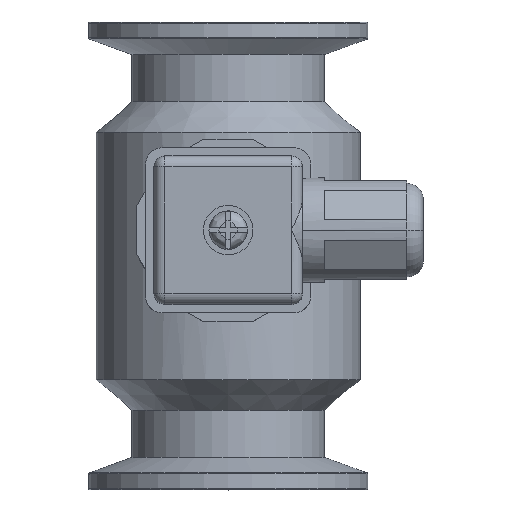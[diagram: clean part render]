
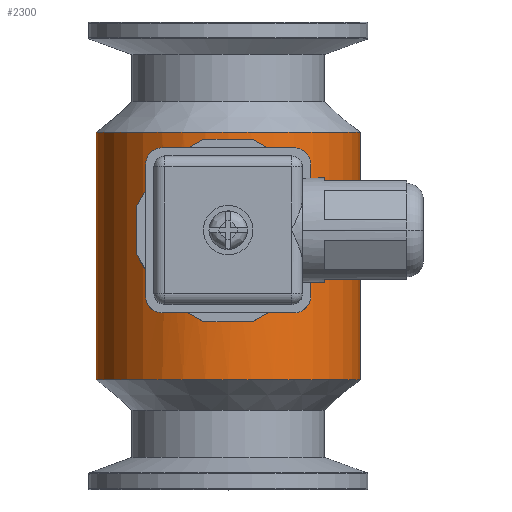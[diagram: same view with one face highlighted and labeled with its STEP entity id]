
A CAD part, top view. The second image highlights one B-rep face of the part: STEP entity #2300.
In plain terms, the highlighted cylindrical face has radius 24 mm (diameter 48 mm), a full revolution.
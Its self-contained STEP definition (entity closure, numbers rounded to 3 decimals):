
#304=B_SPLINE_CURVE_WITH_KNOTS('',3,(#13467,#13468,#13469,#13470,#13471,
#13472,#13473,#13474,#13475,#13476),.UNSPECIFIED.,.F.,.F.,(4,2,2,2,4),(0.,
0.25,0.5,0.75,1.),.UNSPECIFIED.);
#305=B_SPLINE_CURVE_WITH_KNOTS('',3,(#13480,#13481,#13482,#13483,#13484,
#13485,#13486,#13487,#13488,#13489),.UNSPECIFIED.,.F.,.F.,(4,2,2,2,4),(0.,
0.25,0.5,0.75,1.),.UNSPECIFIED.);
#353=CYLINDRICAL_SURFACE('',#7344,24.);
#986=LINE('',#13464,#1611);
#987=LINE('',#13478,#1612);
#1611=VECTOR('',#9020,1.);
#1612=VECTOR('',#9021,1.);
#2300=ADVANCED_FACE('',(#2628,#2629,#2630),#353,.T.);
#2628=FACE_BOUND('',#3062,.T.);
#2629=FACE_BOUND('',#3063,.T.);
#2630=FACE_BOUND('',#3064,.T.);
#3062=EDGE_LOOP('',(#4966,#4967,#4968,#4969));
#3063=EDGE_LOOP('',(#4970));
#3064=EDGE_LOOP('',(#4971));
#4966=ORIENTED_EDGE('',*,*,#6611,.F.);
#4967=ORIENTED_EDGE('',*,*,#6612,.F.);
#4968=ORIENTED_EDGE('',*,*,#6613,.F.);
#4969=ORIENTED_EDGE('',*,*,#6614,.F.);
#4970=ORIENTED_EDGE('',*,*,#6615,.T.);
#4971=ORIENTED_EDGE('',*,*,#6616,.T.);
#5655=VERTEX_POINT('',#13465);
#5656=VERTEX_POINT('',#13466);
#5657=VERTEX_POINT('',#13477);
#5658=VERTEX_POINT('',#13479);
#5659=VERTEX_POINT('',#13491);
#5660=VERTEX_POINT('',#13493);
#6611=EDGE_CURVE('',#5655,#5656,#986,.T.);
#6612=EDGE_CURVE('',#5657,#5655,#304,.T.);
#6613=EDGE_CURVE('',#5658,#5657,#987,.T.);
#6614=EDGE_CURVE('',#5656,#5658,#305,.T.);
#6615=EDGE_CURVE('',#5659,#5659,#6815,.T.);
#6616=EDGE_CURVE('',#5660,#5660,#6816,.T.);
#6815=CIRCLE('',#7342,24.);
#6816=CIRCLE('',#7343,24.);
#7342=AXIS2_PLACEMENT_3D('',#13490,#9022,#9023);
#7343=AXIS2_PLACEMENT_3D('',#13492,#9024,#9025);
#7344=AXIS2_PLACEMENT_3D('',#13494,#9026,#9027);
#9020=DIRECTION('',(0.,-1.,0.));
#9021=DIRECTION('',(0.,1.,0.));
#9022=DIRECTION('',(0.,1.,0.));
#9023=DIRECTION('',(0.,0.,-1.));
#9024=DIRECTION('',(0.,-1.,0.));
#9025=DIRECTION('',(0.,0.,-1.));
#9026=DIRECTION('',(0.,-1.,0.));
#9027=DIRECTION('',(-1.,0.,0.));
#13464=CARTESIAN_POINT('',(13.881,45.887,-94.));
#13465=CARTESIAN_POINT('',(13.881,36.887,-94.));
#13466=CARTESIAN_POINT('',(13.881,26.913,-94.));
#13467=CARTESIAN_POINT('',(37.119,36.887,-94.));
#13468=CARTESIAN_POINT('',(35.745,38.569,-93.24));
#13469=CARTESIAN_POINT('',(34.02,39.941,-92.469));
#13470=CARTESIAN_POINT('',(30.05,41.862,-91.345));
#13471=CARTESIAN_POINT('',(27.798,42.401,-90.999));
#13472=CARTESIAN_POINT('',(23.185,42.399,-91.001));
#13473=CARTESIAN_POINT('',(20.93,41.855,-91.349));
#13474=CARTESIAN_POINT('',(16.971,39.934,-92.472));
#13475=CARTESIAN_POINT('',(15.254,38.568,-93.24));
#13476=CARTESIAN_POINT('',(13.881,36.887,-94.));
#13477=CARTESIAN_POINT('',(37.119,36.887,-94.));
#13478=CARTESIAN_POINT('',(37.119,26.913,-94.));
#13479=CARTESIAN_POINT('',(37.119,26.913,-94.));
#13480=CARTESIAN_POINT('',(13.881,26.913,-94.));
#13481=CARTESIAN_POINT('',(15.254,25.232,-93.24));
#13482=CARTESIAN_POINT('',(16.971,23.866,-92.472));
#13483=CARTESIAN_POINT('',(20.93,21.945,-91.349));
#13484=CARTESIAN_POINT('',(23.185,21.401,-91.001));
#13485=CARTESIAN_POINT('',(27.798,21.399,-90.999));
#13486=CARTESIAN_POINT('',(30.05,21.938,-91.345));
#13487=CARTESIAN_POINT('',(34.02,23.859,-92.469));
#13488=CARTESIAN_POINT('',(35.745,25.231,-93.24));
#13489=CARTESIAN_POINT('',(37.119,26.913,-94.));
#13490=CARTESIAN_POINT('',(25.5,9.4,-115.));
#13491=CARTESIAN_POINT('',(25.5,9.4,-139.));
#13492=CARTESIAN_POINT('',(25.5,54.4,-115.));
#13493=CARTESIAN_POINT('',(25.5,54.4,-139.));
#13494=CARTESIAN_POINT('',(25.5,129.05,-115.));
